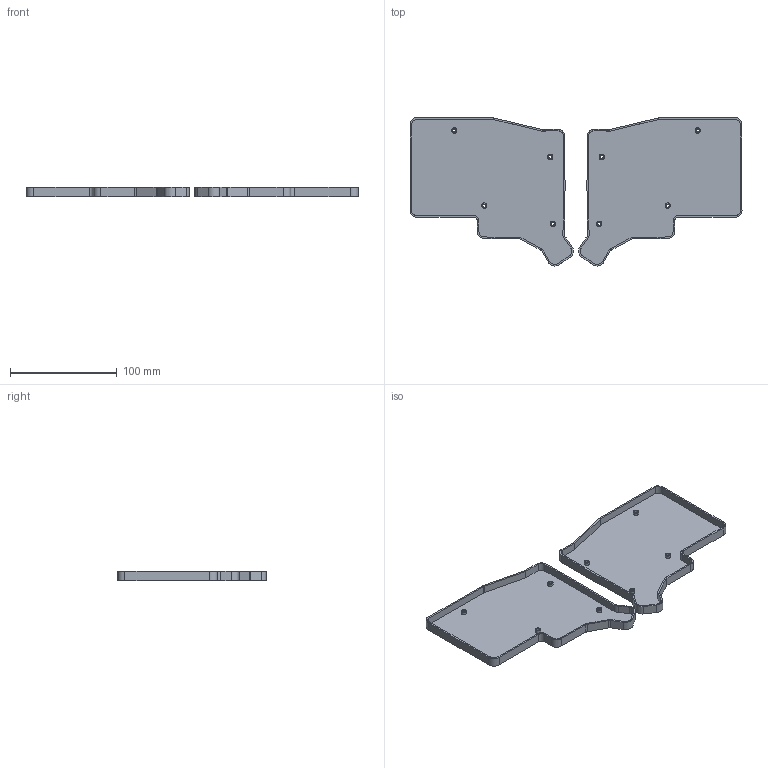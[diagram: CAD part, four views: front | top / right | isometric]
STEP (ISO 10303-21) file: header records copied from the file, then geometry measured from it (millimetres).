
FILE_DESCRIPTION(/* description */ ('STEP AP242','CAx-IF Rec.Pracs.---Representation and Presentation of Product Manufacturing Information (PMI)---4.0---2014-10-13','CAx-IF Rec.Pracs.---3D Tessellated Geometry---0.4---2014-09-14','2;1'),/* implementation_level */ '2;1');
FILE_NAME(/* name */ '688389fe2d54fe27fa5e3322',/* time_stamp */ '2025-07-25T13:43:27Z',/* author */ (''),/* organization */ (''),/* preprocessor_version */ 'ST-DEVELOPER v20',/* originating_system */ 'ONSHAPE BY PTC INC, 1.201',/* authorisation */ ' ');
FILE_SCHEMA (('AP242_MANAGED_MODEL_BASED_3D_ENGINEERING_MIM_LF { 1 0 10303 442 1 1 4 }'));
Length unit declared in the file: metre
Products named in the file (2): left shell; right shell
Bounding box: 310.68 x 138.59 x 8.5 mm (x, y, z)
Volume: 48506.4 mm3; surface area: 78418.4 mm2
Topology: 2 solids, 2 shells, 126 faces, 336 edges, 224 vertices
Faces by surface type: plane 66, cylinder 60
Full cylindrical faces by diameter (mm): 2.9 x8, 5 x8
Entity records: 3959 total; most frequent: DIRECTION 696, CARTESIAN_POINT 672, ORIENTED_EDGE 640, EDGE_CURVE 320, AXIS2_PLACEMENT_3D 248, VERTEX_POINT 224, LINE 200, VECTOR 200
